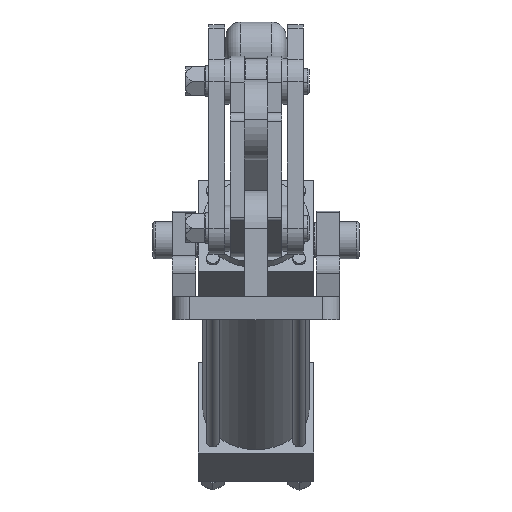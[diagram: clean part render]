
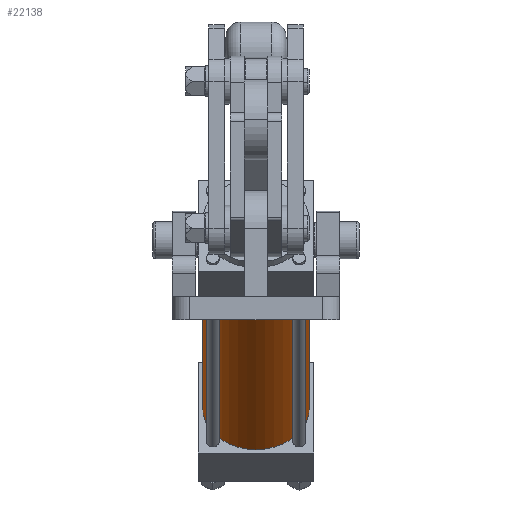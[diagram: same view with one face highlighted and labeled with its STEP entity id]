
A CAD part, left-side view. The second image highlights one B-rep face of the part: STEP entity #22138.
In plain terms, the highlighted cylindrical face has radius 18.5 mm (diameter 37 mm), a partial arc.
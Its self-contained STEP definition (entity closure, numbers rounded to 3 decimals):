
#5519 = EDGE_CURVE ( 'NONE', #24268, #27341, #11865, .T. ) ;
#5644 = EDGE_CURVE ( 'NONE', #24313, #24343, #12041, .T. ) ;
#5810 = EDGE_CURVE ( 'NONE', #27341, #24343, #12289, .T. ) ;
#5873 = EDGE_CURVE ( 'NONE', #24313, #24268, #12388, .T. ) ;
#11865 = LINE ( 'NONE', #13401, #11870 ) ;
#11870 = VECTOR ( 'NONE', #13479, 1000. ) ;
#12041 = LINE ( 'NONE', #14714, #12044 ) ;
#12044 = VECTOR ( 'NONE', #14718, 1000. ) ;
#12289 = CIRCLE ( 'NONE', #28037, 18.5 ) ;
#12388 = CIRCLE ( 'NONE', #28050, 18.5 ) ;
#12796 = FACE_OUTER_BOUND ( 'NONE', #21042, .T. ) ;
#12801 = CYLINDRICAL_SURFACE ( 'NONE', #28151, 18.5 ) ;
#13401 = CARTESIAN_POINT ( 'NONE',  ( 0., 0., -18.5 ) ) ;
#13479 = DIRECTION ( 'NONE',  ( -1., 0., 0. ) ) ;
#14714 = CARTESIAN_POINT ( 'NONE',  ( 0., 0., 18.5 ) ) ;
#14718 = DIRECTION ( 'NONE',  ( -1., 0., 0. ) ) ;
#17147 = ORIENTED_EDGE ( 'NONE', *, *, #5519, .F. ) ;
#17151 = ORIENTED_EDGE ( 'NONE', *, *, #5873, .F. ) ;
#17153 = ORIENTED_EDGE ( 'NONE', *, *, #5644, .T. ) ;
#17155 = ORIENTED_EDGE ( 'NONE', *, *, #5810, .F. ) ;
#18062 = CARTESIAN_POINT ( 'NONE',  ( 19., 0., 0. ) ) ;
#18064 = DIRECTION ( 'NONE',  ( -1., 0., 0. ) ) ;
#18066 = DIRECTION ( 'NONE',  ( 0., -1., 0. ) ) ;
#18532 = CARTESIAN_POINT ( 'NONE',  ( 105., 0., 0. ) ) ;
#18534 = DIRECTION ( 'NONE',  ( 1., 0., 0. ) ) ;
#18536 = DIRECTION ( 'NONE',  ( 0., 0., -1. ) ) ;
#21042 = EDGE_LOOP ( 'NONE', ( #17147, #17151, #17153, #17155 ) ) ;
#22138 = ADVANCED_FACE ( 'NONE', ( #12796 ), #12801, .T. ) ;
#23007 = DIRECTION ( 'NONE',  ( 0., 0., 1. ) ) ;
#23013 = DIRECTION ( 'NONE',  ( -1., 0., 0. ) ) ;
#23014 = CARTESIAN_POINT ( 'NONE',  ( 0., 0., 0. ) ) ;
#24268 = VERTEX_POINT ( 'NONE', #32167 ) ;
#24313 = VERTEX_POINT ( 'NONE', #32164 ) ;
#24343 = VERTEX_POINT ( 'NONE', #32162 ) ;
#27341 = VERTEX_POINT ( 'NONE', #32088 ) ;
#28037 = AXIS2_PLACEMENT_3D ( 'NONE', #18062, #18064, #18066 ) ;
#28050 = AXIS2_PLACEMENT_3D ( 'NONE', #18532, #18534, #18536 ) ;
#28151 = AXIS2_PLACEMENT_3D ( 'NONE', #23014, #23013, #23007 ) ;
#32088 = CARTESIAN_POINT ( 'NONE',  ( 19., 0., -18.5 ) ) ;
#32162 = CARTESIAN_POINT ( 'NONE',  ( 19., 0., 18.5 ) ) ;
#32164 = CARTESIAN_POINT ( 'NONE',  ( 105., 0., 18.5 ) ) ;
#32167 = CARTESIAN_POINT ( 'NONE',  ( 105., 0., -18.5 ) ) ;
